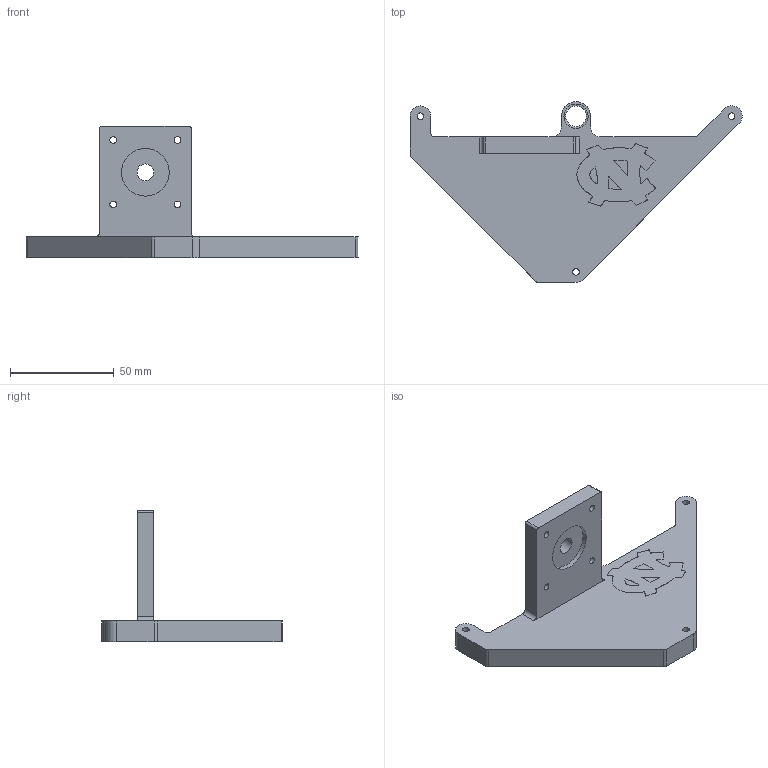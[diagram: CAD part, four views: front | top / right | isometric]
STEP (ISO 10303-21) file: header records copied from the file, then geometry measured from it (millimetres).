
FILE_DESCRIPTION(/* description */ (''),/* implementation_level */ '2;1');
FILE_NAME(/* name */ 'WinderBracket.stp',/* time_stamp */ '2021-01-06T11:34:27-05:00',/* author */ ('elmar'),/* organization */ (''),/* preprocessor_version */ 'ST-DEVELOPER v18.1',/* originating_system */ 'Autodesk Inventor 2021',/* authorisation */ '');
FILE_SCHEMA (('AUTOMOTIVE_DESIGN { 1 0 10303 214 3 1 1 }'));
Length unit declared in the file: millimetre
Products named in the file (1): WinderBracket
Bounding box: 159.98 x 87 x 63.3 mm (x, y, z)
Volume: 85034.2 mm3; surface area: 26375.4 mm2
Topology: 2 solids, 2 shells, 136 faces, 378 edges, 254 vertices
Faces by surface type: plane 82, cylinder 24, bspline 24, cone 4, torus 2
Full cylindrical faces by diameter (mm): 3.2 x7, 8 x1, 10 x1, 23 x1
Entity records: 5597 total; most frequent: CARTESIAN_POINT 2089, ORIENTED_EDGE 756, DIRECTION 624, EDGE_CURVE 378, LINE 262, VECTOR 262, VERTEX_POINT 254, AXIS2_PLACEMENT_3D 181
